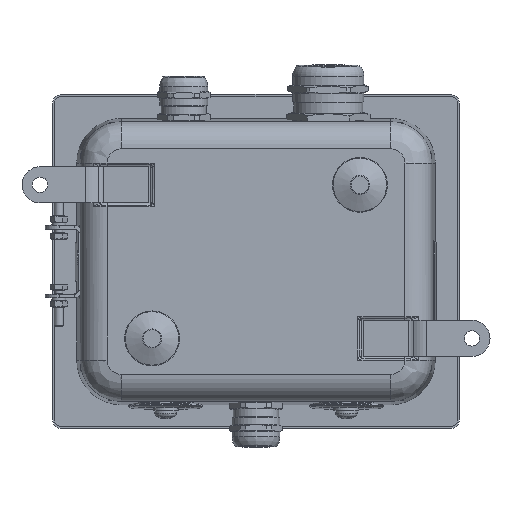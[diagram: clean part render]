
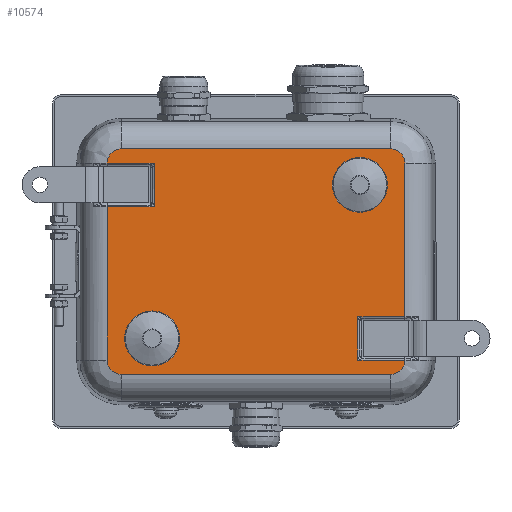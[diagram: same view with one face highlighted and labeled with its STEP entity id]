
A CAD part, front view. The second image highlights one B-rep face of the part: STEP entity #10574.
In plain terms, the highlighted planar face has unit normal (0, -1, 0).
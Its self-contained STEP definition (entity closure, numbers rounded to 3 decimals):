
#841=FACE_BOUND('',#3770,.T.);
#842=FACE_BOUND('',#3771,.T.);
#1346=LINE('',#18999,#1923);
#1368=LINE('',#19094,#1945);
#1369=LINE('',#19096,#1946);
#1370=LINE('',#19097,#1947);
#1371=LINE('',#19101,#1948);
#1372=LINE('',#19105,#1949);
#1373=LINE('',#19107,#1950);
#1374=LINE('',#19109,#1951);
#1375=LINE('',#19111,#1952);
#1376=LINE('',#19115,#1953);
#1923=VECTOR('',#14205,10.);
#1945=VECTOR('',#14323,10.);
#1946=VECTOR('',#14324,10.);
#1947=VECTOR('',#14325,10.);
#1948=VECTOR('',#14328,10.);
#1949=VECTOR('',#14331,10.);
#1950=VECTOR('',#14332,10.);
#1951=VECTOR('',#14333,10.);
#1952=VECTOR('',#14334,10.);
#1953=VECTOR('',#14337,10.);
#3114=FACE_OUTER_BOUND('',#3769,.T.);
#3769=EDGE_LOOP('',(#9401,#9402,#9403,#9404,#9405,#9406,#9407,#9408,#9409,
#9410,#9411,#9412,#9413,#9414));
#3770=EDGE_LOOP('',(#9415));
#3771=EDGE_LOOP('',(#9416));
#4323=CIRCLE('',#11664,15.194);
#4325=CIRCLE('',#11668,7.896);
#4326=CIRCLE('',#11669,7.896);
#4327=CIRCLE('',#11670,7.896);
#4328=CIRCLE('',#11671,7.896);
#4329=CIRCLE('',#11672,15.194);
#5230=VERTEX_POINT('',#18996);
#5231=VERTEX_POINT('',#18998);
#5253=VERTEX_POINT('',#19084);
#5255=VERTEX_POINT('',#19092);
#5256=VERTEX_POINT('',#19093);
#5257=VERTEX_POINT('',#19095);
#5258=VERTEX_POINT('',#19098);
#5259=VERTEX_POINT('',#19100);
#5260=VERTEX_POINT('',#19102);
#5261=VERTEX_POINT('',#19104);
#5262=VERTEX_POINT('',#19106);
#5263=VERTEX_POINT('',#19108);
#5264=VERTEX_POINT('',#19110);
#5265=VERTEX_POINT('',#19112);
#5266=VERTEX_POINT('',#19114);
#5267=VERTEX_POINT('',#19117);
#6618=EDGE_CURVE('',#5230,#5231,#1346,.T.);
#6661=EDGE_CURVE('',#5253,#5253,#4323,.T.);
#6664=EDGE_CURVE('',#5255,#5256,#1368,.T.);
#6665=EDGE_CURVE('',#5257,#5256,#1369,.T.);
#6666=EDGE_CURVE('',#5231,#5257,#1370,.T.);
#6667=EDGE_CURVE('',#5258,#5230,#4325,.T.);
#6668=EDGE_CURVE('',#5259,#5258,#1371,.T.);
#6669=EDGE_CURVE('',#5260,#5259,#4326,.T.);
#6670=EDGE_CURVE('',#5261,#5260,#1372,.T.);
#6671=EDGE_CURVE('',#5262,#5261,#1373,.T.);
#6672=EDGE_CURVE('',#5262,#5263,#1374,.T.);
#6673=EDGE_CURVE('',#5264,#5263,#1375,.T.);
#6674=EDGE_CURVE('',#5265,#5264,#4327,.T.);
#6675=EDGE_CURVE('',#5266,#5265,#1376,.T.);
#6676=EDGE_CURVE('',#5255,#5266,#4328,.T.);
#6677=EDGE_CURVE('',#5267,#5267,#4329,.T.);
#9401=ORIENTED_EDGE('',*,*,#6664,.T.);
#9402=ORIENTED_EDGE('',*,*,#6665,.F.);
#9403=ORIENTED_EDGE('',*,*,#6666,.F.);
#9404=ORIENTED_EDGE('',*,*,#6618,.F.);
#9405=ORIENTED_EDGE('',*,*,#6667,.F.);
#9406=ORIENTED_EDGE('',*,*,#6668,.F.);
#9407=ORIENTED_EDGE('',*,*,#6669,.F.);
#9408=ORIENTED_EDGE('',*,*,#6670,.F.);
#9409=ORIENTED_EDGE('',*,*,#6671,.F.);
#9410=ORIENTED_EDGE('',*,*,#6672,.T.);
#9411=ORIENTED_EDGE('',*,*,#6673,.F.);
#9412=ORIENTED_EDGE('',*,*,#6674,.F.);
#9413=ORIENTED_EDGE('',*,*,#6675,.F.);
#9414=ORIENTED_EDGE('',*,*,#6676,.F.);
#9415=ORIENTED_EDGE('',*,*,#6677,.F.);
#9416=ORIENTED_EDGE('',*,*,#6661,.F.);
#10038=PLANE('',#11667);
#10574=ADVANCED_FACE('',(#3114,#841,#842),#10038,.T.);
#11664=AXIS2_PLACEMENT_3D('',#19086,#14314,#14315);
#11667=AXIS2_PLACEMENT_3D('',#19091,#14321,#14322);
#11668=AXIS2_PLACEMENT_3D('',#19099,#14326,#14327);
#11669=AXIS2_PLACEMENT_3D('',#19103,#14329,#14330);
#11670=AXIS2_PLACEMENT_3D('',#19113,#14335,#14336);
#11671=AXIS2_PLACEMENT_3D('',#19116,#14338,#14339);
#11672=AXIS2_PLACEMENT_3D('',#19118,#14340,#14341);
#14205=DIRECTION('',(0.,0.,-1.));
#14314=DIRECTION('center_axis',(0.,-1.,0.));
#14315=DIRECTION('ref_axis',(1.,0.,0.));
#14321=DIRECTION('center_axis',(0.,-1.,0.));
#14322=DIRECTION('ref_axis',(-1.,0.,0.));
#14323=DIRECTION('',(-1.,0.,0.));
#14324=DIRECTION('',(0.,0.,-1.));
#14325=DIRECTION('',(-1.,0.,0.));
#14326=DIRECTION('center_axis',(0.,1.,0.));
#14327=DIRECTION('ref_axis',(0.707,0.,0.707));
#14328=DIRECTION('',(1.,0.,0.));
#14329=DIRECTION('center_axis',(0.,1.,0.));
#14330=DIRECTION('ref_axis',(-0.707,0.,0.707));
#14331=DIRECTION('',(-1.,0.,0.));
#14332=DIRECTION('',(0.,0.,1.));
#14333=DIRECTION('',(-1.,0.,0.));
#14334=DIRECTION('',(0.,0.,1.));
#14335=DIRECTION('center_axis',(0.,1.,0.));
#14336=DIRECTION('ref_axis',(-0.707,0.,-0.707));
#14337=DIRECTION('',(-1.,0.,0.));
#14338=DIRECTION('center_axis',(0.,1.,0.));
#14339=DIRECTION('ref_axis',(0.707,0.,-0.707));
#14340=DIRECTION('center_axis',(0.,-1.,0.));
#14341=DIRECTION('ref_axis',(1.,0.,0.));
#18996=CARTESIAN_POINT('',(82.396,4.,54.5));
#18998=CARTESIAN_POINT('',(82.396,4.,-30.5));
#18999=CARTESIAN_POINT('',(82.396,4.,27.25));
#19084=CARTESIAN_POINT('',(-72.69,4.,-42.5));
#19086=CARTESIAN_POINT('Origin',(-57.496,4.,-42.5));
#19091=CARTESIAN_POINT('Origin',(0.,4.,
0.));
#19092=CARTESIAN_POINT('',(82.396,4.,-54.5));
#19093=CARTESIAN_POINT('',(56.396,4.,-54.5));
#19094=CARTESIAN_POINT('',(28.698,4.,-54.5));
#19095=CARTESIAN_POINT('',(56.396,4.,-30.5));
#19096=CARTESIAN_POINT('',(56.396,4.,-15.75));
#19097=CARTESIAN_POINT('',(53.698,4.,-30.5));
#19098=CARTESIAN_POINT('',(74.5,4.,62.396));
#19099=CARTESIAN_POINT('Origin',(74.5,4.,54.5));
#19100=CARTESIAN_POINT('',(-74.5,4.,62.396));
#19101=CARTESIAN_POINT('',(-37.25,4.,62.396));
#19102=CARTESIAN_POINT('',(-82.396,4.,54.5));
#19103=CARTESIAN_POINT('Origin',(-74.5,4.,54.5));
#19104=CARTESIAN_POINT('',(-56.396,4.,54.5));
#19105=CARTESIAN_POINT('',(-28.698,4.,54.5));
#19106=CARTESIAN_POINT('',(-56.396,4.,30.5));
#19107=CARTESIAN_POINT('',(-56.396,4.,15.75));
#19108=CARTESIAN_POINT('',(-82.396,4.,30.5));
#19109=CARTESIAN_POINT('',(-53.698,4.,30.5));
#19110=CARTESIAN_POINT('',(-82.396,4.,-54.5));
#19111=CARTESIAN_POINT('',(-82.396,4.,-27.25));
#19112=CARTESIAN_POINT('',(-74.5,4.,-62.396));
#19113=CARTESIAN_POINT('Origin',(-74.5,4.,-54.5));
#19114=CARTESIAN_POINT('',(74.5,4.,-62.396));
#19115=CARTESIAN_POINT('',(37.25,4.,-62.396));
#19116=CARTESIAN_POINT('Origin',(74.5,4.,-54.5));
#19117=CARTESIAN_POINT('',(42.301,4.,42.5));
#19118=CARTESIAN_POINT('Origin',(57.496,4.,42.5));
